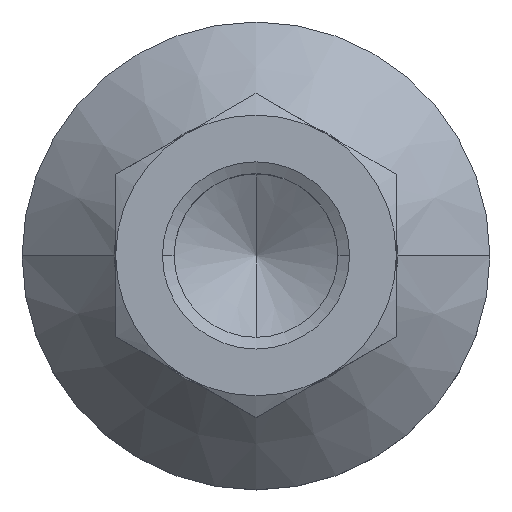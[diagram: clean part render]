
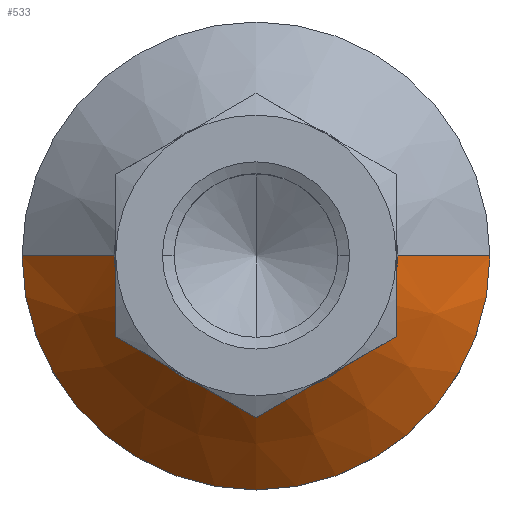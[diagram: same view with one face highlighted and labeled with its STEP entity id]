
A CAD part, top view. The second image highlights one B-rep face of the part: STEP entity #533.
In plain terms, the highlighted conical face has half-angle 45 degrees and reference radius 24.1 mm.
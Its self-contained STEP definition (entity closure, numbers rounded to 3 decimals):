
#309=EDGE_CURVE('',#365,#321,#736,.T.);
#321=VERTEX_POINT('',#749);
#329=EDGE_CURVE('',#337,#381,#758,.T.);
#337=VERTEX_POINT('',#768);
#365=VERTEX_POINT('',#800);
#381=VERTEX_POINT('',#818);
#521=EDGE_CURVE('',#365,#381,#973,.T.);
#533=ADVANCED_FACE('',(#985),#986,.T.);
#585=EDGE_CURVE('',#321,#337,#1044,.T.);
#736=LINE('',#1272,#1273);
#749=CARTESIAN_POINT('',(18.2,0.,21.3));
#758=LINE('',#1310,#1311);
#768=CARTESIAN_POINT('',(-18.2,0.,21.3));
#800=CARTESIAN_POINT('',(30.0,0.,9.5));
#818=CARTESIAN_POINT('',(-30.0,0.,9.5));
#973=CIRCLE('',#1679,30.0);
#985=FACE_OUTER_BOUND('',#1703,.T.);
#986=CONICAL_SURFACE('',#1704,24.1,0.785);
#1044=CIRCLE('',#1799,18.2);
#1272=CARTESIAN_POINT('',(24.1,0.,15.4));
#1273=VECTOR('',#1988,1.0);
#1310=CARTESIAN_POINT('',(-24.1,0.,15.4));
#1311=VECTOR('',#2013,1.0);
#1679=AXIS2_PLACEMENT_3D('',#2269,#2270,#2271);
#1703=EDGE_LOOP('',(#2274,#2275,#2276,#2277));
#1704=AXIS2_PLACEMENT_3D('',#2278,#2279,#2280);
#1799=AXIS2_PLACEMENT_3D('',#2346,#2347,#2348);
#1988=DIRECTION('',(-0.707,0.,0.707));
#2013=DIRECTION('',(-0.707,0.,-0.707));
#2269=CARTESIAN_POINT('',(0.0,0.,9.5));
#2270=DIRECTION('',(-0.0,0.0,-1.0));
#2271=DIRECTION('',(-1.0,0.,0.0));
#2274=ORIENTED_EDGE('',*,*,#329,.T.);
#2275=ORIENTED_EDGE('',*,*,#521,.F.);
#2276=ORIENTED_EDGE('',*,*,#309,.T.);
#2277=ORIENTED_EDGE('',*,*,#585,.T.);
#2278=CARTESIAN_POINT('',(0.0,0.,15.4));
#2279=DIRECTION('',(-0.0,-0.0,-1.0));
#2280=DIRECTION('',(-1.0,0.,0.0));
#2346=CARTESIAN_POINT('',(0.0,0.,21.3));
#2347=DIRECTION('',(-0.0,0.0,-1.0));
#2348=DIRECTION('',(-1.0,0.,0.0));
